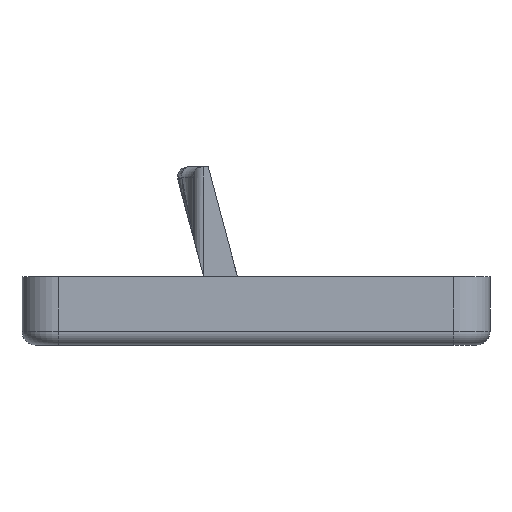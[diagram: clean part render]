
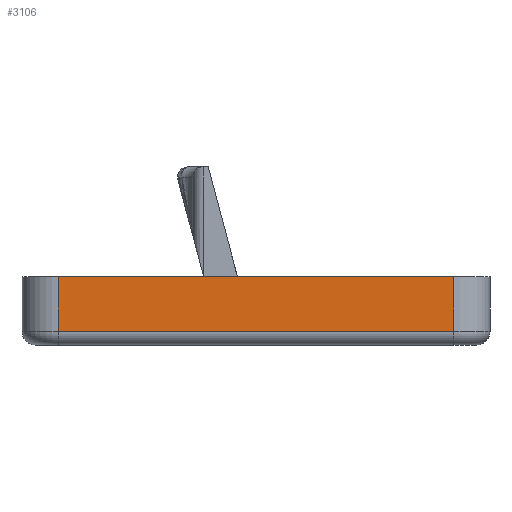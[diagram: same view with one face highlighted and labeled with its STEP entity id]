
A CAD part, front view. The second image highlights one B-rep face of the part: STEP entity #3106.
In plain terms, the highlighted planar face has unit normal (0, -1, 0).
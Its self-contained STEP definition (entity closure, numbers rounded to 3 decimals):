
#1241 = VERTEX_POINT('',#1242);
#1242 = CARTESIAN_POINT('',(103.25,-202.05,11.6));
#1249 = EDGE_CURVE('',#1250,#1241,#1252,.T.);
#1250 = VERTEX_POINT('',#1251);
#1251 = CARTESIAN_POINT('',(161.,-202.05,11.6));
#1252 = LINE('',#1253,#1254);
#1253 = CARTESIAN_POINT('',(161.,-202.05,11.6));
#1254 = VECTOR('',#1255,1.);
#1255 = DIRECTION('',(-1.,0.,0.));
#1907 = VERTEX_POINT('',#1908);
#1908 = CARTESIAN_POINT('',(161.,-202.05,3.6));
#1957 = EDGE_CURVE('',#1907,#1958,#1960,.T.);
#1958 = VERTEX_POINT('',#1959);
#1959 = CARTESIAN_POINT('',(103.25,-202.05,3.6));
#1960 = LINE('',#1961,#1962);
#1961 = CARTESIAN_POINT('',(161.,-202.05,3.6));
#1962 = VECTOR('',#1963,1.);
#1963 = DIRECTION('',(-1.,0.,0.));
#3093 = EDGE_CURVE('',#1907,#1250,#3094,.T.);
#3094 = LINE('',#3095,#3096);
#3095 = CARTESIAN_POINT('',(161.,-202.05,1.6));
#3096 = VECTOR('',#3097,1.);
#3097 = DIRECTION('',(0.,0.,1.));
#3106 = ADVANCED_FACE('',(#3107),#3118,.T.);
#3107 = FACE_BOUND('',#3108,.T.);
#3108 = EDGE_LOOP('',(#3109,#3110,#3111,#3117));
#3109 = ORIENTED_EDGE('',*,*,#3093,.T.);
#3110 = ORIENTED_EDGE('',*,*,#1249,.T.);
#3111 = ORIENTED_EDGE('',*,*,#3112,.F.);
#3112 = EDGE_CURVE('',#1958,#1241,#3113,.T.);
#3113 = LINE('',#3114,#3115);
#3114 = CARTESIAN_POINT('',(103.25,-202.05,1.6));
#3115 = VECTOR('',#3116,1.);
#3116 = DIRECTION('',(0.,0.,1.));
#3117 = ORIENTED_EDGE('',*,*,#1957,.F.);
#3118 = PLANE('',#3119);
#3119 = AXIS2_PLACEMENT_3D('',#3120,#3121,#3122);
#3120 = CARTESIAN_POINT('',(161.,-202.05,1.6));
#3121 = DIRECTION('',(0.,-1.,0.));
#3122 = DIRECTION('',(-1.,0.,0.));
